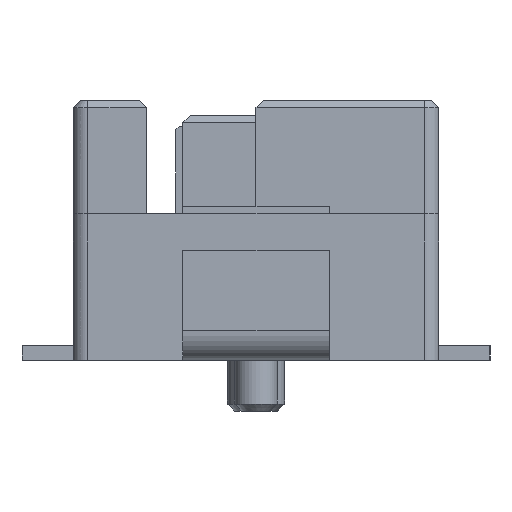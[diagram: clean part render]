
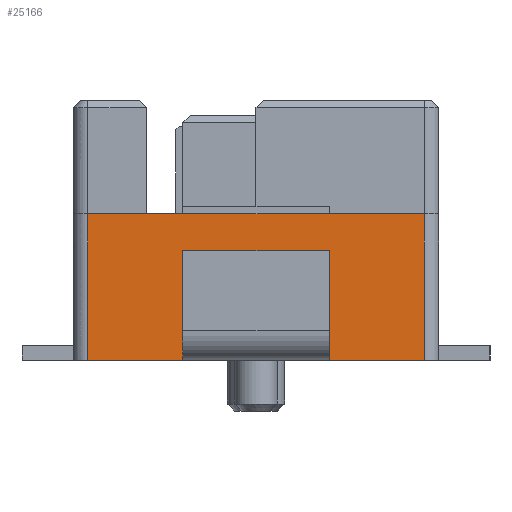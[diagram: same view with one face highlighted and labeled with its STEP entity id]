
A CAD part, left-side view. The second image highlights one B-rep face of the part: STEP entity #25166.
In plain terms, the highlighted planar face has unit normal (-1, 0, 0).
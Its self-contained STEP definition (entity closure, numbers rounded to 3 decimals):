
#24287 = PLANE('',#24288);
#24288 = AXIS2_PLACEMENT_3D('',#24289,#24290,#24291);
#24289 = CARTESIAN_POINT('',(-12.,2.5,0.));
#24290 = DIRECTION('',(0.,0.,1.));
#24291 = DIRECTION('',(1.,0.,0.));
#24422 = VERTEX_POINT('',#24423);
#24423 = CARTESIAN_POINT('',(-12.,2.3,0.));
#24442 = CYLINDRICAL_SURFACE('',#24443,0.2);
#24443 = AXIS2_PLACEMENT_3D('',#24444,#24445,#24446);
#24444 = CARTESIAN_POINT('',(-11.8,2.3,0.));
#24445 = DIRECTION('',(0.,0.,1.));
#24446 = DIRECTION('',(-1.,0.,0.));
#24454 = EDGE_CURVE('',#24455,#24422,#24457,.T.);
#24455 = VERTEX_POINT('',#24456);
#24456 = CARTESIAN_POINT('',(-12.,-2.3,0.));
#24457 = SURFACE_CURVE('',#24458,(#24462,#24469),.PCURVE_S1.);
#24458 = LINE('',#24459,#24460);
#24459 = CARTESIAN_POINT('',(-12.,-2.5,0.));
#24460 = VECTOR('',#24461,1.);
#24461 = DIRECTION('',(0.,1.,0.));
#24462 = PCURVE('',#24287,#24463);
#24463 = DEFINITIONAL_REPRESENTATION('',(#24464),#24468);
#24464 = LINE('',#24465,#24466);
#24465 = CARTESIAN_POINT('',(0.,-5.));
#24466 = VECTOR('',#24467,1.);
#24467 = DIRECTION('',(0.,1.));
#24468 = ( GEOMETRIC_REPRESENTATION_CONTEXT(2) 
PARAMETRIC_REPRESENTATION_CONTEXT() REPRESENTATION_CONTEXT('2D SPACE',''
  ) );
#24469 = PCURVE('',#24470,#24475);
#24470 = PLANE('',#24471);
#24471 = AXIS2_PLACEMENT_3D('',#24472,#24473,#24474);
#24472 = CARTESIAN_POINT('',(-12.,-2.5,0.));
#24473 = DIRECTION('',(-1.,0.,0.));
#24474 = DIRECTION('',(0.,1.,0.));
#24475 = DEFINITIONAL_REPRESENTATION('',(#24476),#24480);
#24476 = LINE('',#24477,#24478);
#24477 = CARTESIAN_POINT('',(0.,0.));
#24478 = VECTOR('',#24479,1.);
#24479 = DIRECTION('',(1.,0.));
#24480 = ( GEOMETRIC_REPRESENTATION_CONTEXT(2) 
PARAMETRIC_REPRESENTATION_CONTEXT() REPRESENTATION_CONTEXT('2D SPACE',''
  ) );
#24499 = CYLINDRICAL_SURFACE('',#24500,0.2);
#24500 = AXIS2_PLACEMENT_3D('',#24501,#24502,#24503);
#24501 = CARTESIAN_POINT('',(-11.8,-2.3,0.));
#24502 = DIRECTION('',(0.,0.,1.));
#24503 = DIRECTION('',(-1.,0.,0.));
#24924 = PLANE('',#24925);
#24925 = AXIS2_PLACEMENT_3D('',#24926,#24927,#24928);
#24926 = CARTESIAN_POINT('',(-12.,2.5,2.));
#24927 = DIRECTION('',(0.,0.,1.));
#24928 = DIRECTION('',(1.,0.,0.));
#25065 = VERTEX_POINT('',#25066);
#25066 = CARTESIAN_POINT('',(-12.,2.3,2.));
#25092 = EDGE_CURVE('',#24422,#25065,#25093,.T.);
#25093 = SURFACE_CURVE('',#25094,(#25098,#25105),.PCURVE_S1.);
#25094 = LINE('',#25095,#25096);
#25095 = CARTESIAN_POINT('',(-12.,2.3,0.));
#25096 = VECTOR('',#25097,1.);
#25097 = DIRECTION('',(0.,0.,1.));
#25098 = PCURVE('',#24442,#25099);
#25099 = DEFINITIONAL_REPRESENTATION('',(#25100),#25104);
#25100 = LINE('',#25101,#25102);
#25101 = CARTESIAN_POINT('',(0.,0.));
#25102 = VECTOR('',#25103,1.);
#25103 = DIRECTION('',(0.,1.));
#25104 = ( GEOMETRIC_REPRESENTATION_CONTEXT(2) 
PARAMETRIC_REPRESENTATION_CONTEXT() REPRESENTATION_CONTEXT('2D SPACE',''
  ) );
#25105 = PCURVE('',#24470,#25106);
#25106 = DEFINITIONAL_REPRESENTATION('',(#25107),#25111);
#25107 = LINE('',#25108,#25109);
#25108 = CARTESIAN_POINT('',(4.8,0.));
#25109 = VECTOR('',#25110,1.);
#25110 = DIRECTION('',(0.,-1.));
#25111 = ( GEOMETRIC_REPRESENTATION_CONTEXT(2) 
PARAMETRIC_REPRESENTATION_CONTEXT() REPRESENTATION_CONTEXT('2D SPACE',''
  ) );
#25166 = ADVANCED_FACE('',(#25167),#24470,.T.);
#25167 = FACE_BOUND('',#25168,.T.);
#25168 = EDGE_LOOP('',(#25169,#25170,#25193,#25214));
#25169 = ORIENTED_EDGE('',*,*,#24454,.F.);
#25170 = ORIENTED_EDGE('',*,*,#25171,.T.);
#25171 = EDGE_CURVE('',#24455,#25172,#25174,.T.);
#25172 = VERTEX_POINT('',#25173);
#25173 = CARTESIAN_POINT('',(-12.,-2.3,2.));
#25174 = SURFACE_CURVE('',#25175,(#25179,#25186),.PCURVE_S1.);
#25175 = LINE('',#25176,#25177);
#25176 = CARTESIAN_POINT('',(-12.,-2.3,0.));
#25177 = VECTOR('',#25178,1.);
#25178 = DIRECTION('',(0.,0.,1.));
#25179 = PCURVE('',#24470,#25180);
#25180 = DEFINITIONAL_REPRESENTATION('',(#25181),#25185);
#25181 = LINE('',#25182,#25183);
#25182 = CARTESIAN_POINT('',(0.2,0.));
#25183 = VECTOR('',#25184,1.);
#25184 = DIRECTION('',(0.,-1.));
#25185 = ( GEOMETRIC_REPRESENTATION_CONTEXT(2) 
PARAMETRIC_REPRESENTATION_CONTEXT() REPRESENTATION_CONTEXT('2D SPACE',''
  ) );
#25186 = PCURVE('',#24499,#25187);
#25187 = DEFINITIONAL_REPRESENTATION('',(#25188),#25192);
#25188 = LINE('',#25189,#25190);
#25189 = CARTESIAN_POINT('',(0.,0.));
#25190 = VECTOR('',#25191,1.);
#25191 = DIRECTION('',(0.,1.));
#25192 = ( GEOMETRIC_REPRESENTATION_CONTEXT(2) 
PARAMETRIC_REPRESENTATION_CONTEXT() REPRESENTATION_CONTEXT('2D SPACE',''
  ) );
#25193 = ORIENTED_EDGE('',*,*,#25194,.T.);
#25194 = EDGE_CURVE('',#25172,#25065,#25195,.T.);
#25195 = SURFACE_CURVE('',#25196,(#25200,#25207),.PCURVE_S1.);
#25196 = LINE('',#25197,#25198);
#25197 = CARTESIAN_POINT('',(-12.,-2.5,2.));
#25198 = VECTOR('',#25199,1.);
#25199 = DIRECTION('',(0.,1.,0.));
#25200 = PCURVE('',#24470,#25201);
#25201 = DEFINITIONAL_REPRESENTATION('',(#25202),#25206);
#25202 = LINE('',#25203,#25204);
#25203 = CARTESIAN_POINT('',(0.,-2.));
#25204 = VECTOR('',#25205,1.);
#25205 = DIRECTION('',(1.,0.));
#25206 = ( GEOMETRIC_REPRESENTATION_CONTEXT(2) 
PARAMETRIC_REPRESENTATION_CONTEXT() REPRESENTATION_CONTEXT('2D SPACE',''
  ) );
#25207 = PCURVE('',#24924,#25208);
#25208 = DEFINITIONAL_REPRESENTATION('',(#25209),#25213);
#25209 = LINE('',#25210,#25211);
#25210 = CARTESIAN_POINT('',(0.,-5.));
#25211 = VECTOR('',#25212,1.);
#25212 = DIRECTION('',(0.,1.));
#25213 = ( GEOMETRIC_REPRESENTATION_CONTEXT(2) 
PARAMETRIC_REPRESENTATION_CONTEXT() REPRESENTATION_CONTEXT('2D SPACE',''
  ) );
#25214 = ORIENTED_EDGE('',*,*,#25092,.F.);
